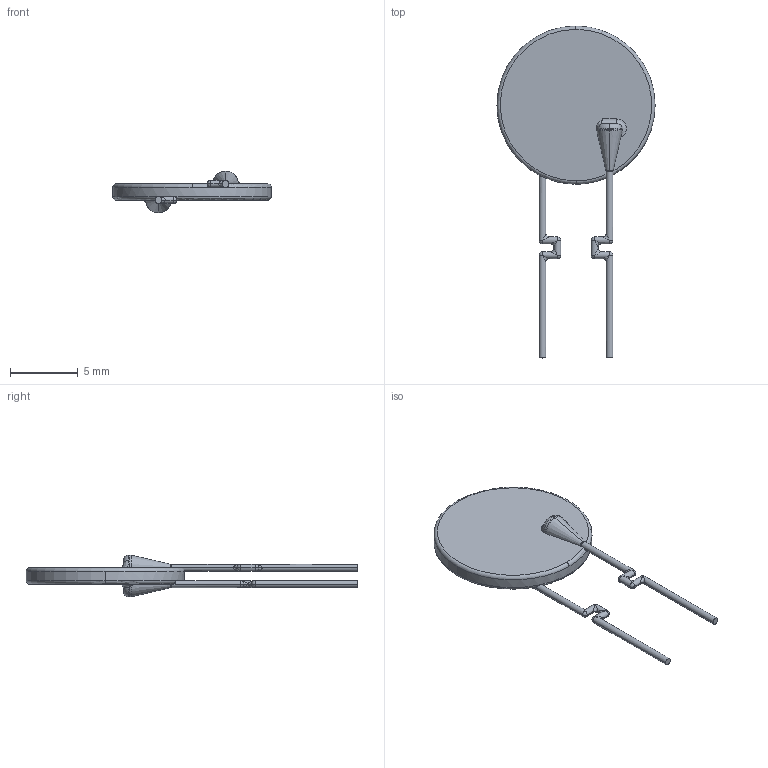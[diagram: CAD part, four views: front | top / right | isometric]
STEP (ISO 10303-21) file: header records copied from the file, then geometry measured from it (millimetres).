
FILE_DESCRIPTION(('STEP AP214'),'1');
FILE_NAME('68939.stp','2017-04-20T07:22:51',('TraceParts'),('TraceParts S.A.'),'Spatial InterOp 3D',' ',' ');
FILE_SCHEMA(('automotive_design'));
Length unit declared in the file: millimetre
Products named in the file (1): 68939
Bounding box: 11.7 x 24.55 x 3.1 mm (x, y, z)
Volume: 139.7 mm3; surface area: 308.2 mm2
Topology: 1 solids, 1 shells, 96 faces, 226 edges, 132 vertices
Faces by surface type: cylinder 32, bspline 20, torus 18, sphere 16, plane 6, cone 4
Entity records: 4881 total; most frequent: CARTESIAN_POINT 2781, ORIENTED_EDGE 452, DIRECTION 440, EDGE_CURVE 226, AXIS2_PLACEMENT_3D 199, VERTEX_POINT 132, CIRCLE 122, ADVANCED_FACE 96
